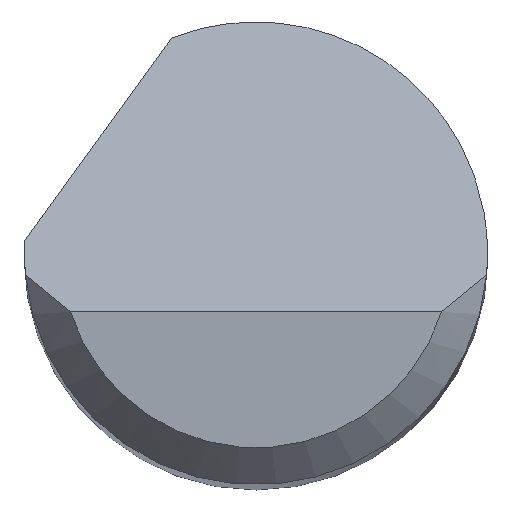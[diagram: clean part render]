
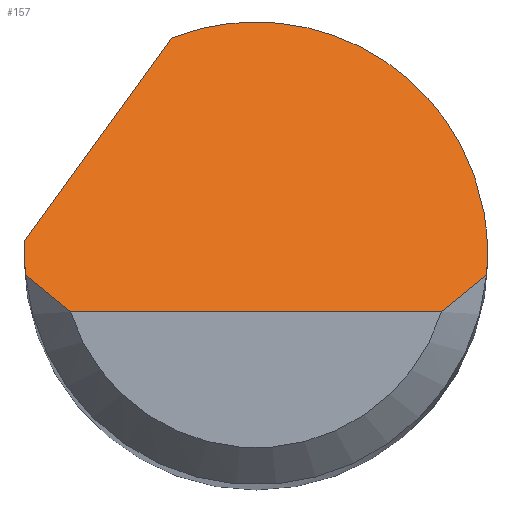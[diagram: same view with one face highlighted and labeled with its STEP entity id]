
A CAD part, top view. The second image highlights one B-rep face of the part: STEP entity #157.
In plain terms, the highlighted planar face has unit normal (0, 0.707, 0.707).
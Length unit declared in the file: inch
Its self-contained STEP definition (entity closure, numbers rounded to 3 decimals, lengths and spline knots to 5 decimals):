
#10 =( BOUNDED_CURVE ( )  B_SPLINE_CURVE ( 3, ( #1201, #323, #1207, #1112 ),
 .UNSPECIFIED., .F., .T. ) 
 B_SPLINE_CURVE_WITH_KNOTS ( ( 4, 4 ),
 ( 1.5708, 1.66427 ),
 .UNSPECIFIED. ) 
 CURVE ( )  GEOMETRIC_REPRESENTATION_ITEM ( )  RATIONAL_B_SPLINE_CURVE ( ( 1., 0.999, 0.999, 1. ) ) 
 REPRESENTATION_ITEM ( '' )  );
#25 = CARTESIAN_POINT ( 'NONE',  ( -0.03394, 0.08739, 1.88886 ) ) ;
#26 = FACE_OUTER_BOUND ( 'NONE', #414, .T. ) ;
#42 = CARTESIAN_POINT ( 'NONE',  ( -0.09361, -0.00584, 1.98209 ) ) ;
#104 = CARTESIAN_POINT ( 'NONE',  ( 0.09334, -0.00875, 1.985 ) ) ;
#107 = EDGE_CURVE ( 'NONE', #118, #620, #590, .T. ) ;
#110 = CARTESIAN_POINT ( 'NONE',  ( 0.08761, -0.01397, 1.99022 ) ) ;
#118 = VERTEX_POINT ( 'NONE', #509 ) ;
#128 = CARTESIAN_POINT ( 'NONE',  ( -0.09334, -0.00875, 1.985 ) ) ;
#134 = CARTESIAN_POINT ( 'NONE',  ( -0.09334, -0.00875, 1.985 ) ) ;
#157 = ADVANCED_FACE ( 'NONE', ( #26 ), #1068, .F. ) ;
#168 =( BOUNDED_CURVE ( )  B_SPLINE_CURVE ( 3, ( #201, #607, #1175, #283 ),
 .UNSPECIFIED., .F., .T. ) 
 B_SPLINE_CURVE_WITH_KNOTS ( ( 4, 4 ),
 ( 5.91277, 7.85398 ),
 .UNSPECIFIED. ) 
 CURVE ( )  GEOMETRIC_REPRESENTATION_ITEM ( )  RATIONAL_B_SPLINE_CURVE ( ( 1., 0.71, 0.71, 1. ) ) 
 REPRESENTATION_ITEM ( '' )  );
#172 = EDGE_CURVE ( 'NONE', #1208, #367, #168, .T. ) ;
#193 = B_SPLINE_CURVE_WITH_KNOTS ( 'NONE', 3,
 ( #780, #409, #110, #104 ),
 .UNSPECIFIED., .F., .F.,
 ( 4, 4 ),
 ( 0., 0.00071 ),
 .UNSPECIFIED. ) ;
#195 = CARTESIAN_POINT ( 'NONE',  ( -0.09371, 0.00333, 1.97292 ) ) ;
#200 = CARTESIAN_POINT ( 'NONE',  ( -0.11014, -0.01781, 1.99406 ) ) ;
#201 = CARTESIAN_POINT ( 'NONE',  ( -0.03394, 0.08739, 1.88886 ) ) ;
#213 = CARTESIAN_POINT ( 'NONE',  ( 0.09334, -0.00875, 1.985 ) ) ;
#250 = VERTEX_POINT ( 'NONE', #289 ) ;
#280 = CARTESIAN_POINT ( 'NONE',  ( -0.09362, 0.005, 1.97125 ) ) ;
#283 = CARTESIAN_POINT ( 'NONE',  ( 0.09375, 0., 1.97625 ) ) ;
#289 = CARTESIAN_POINT ( 'NONE',  ( -0.07508, -0.02375, 2. ) ) ;
#323 = CARTESIAN_POINT ( 'NONE',  ( 0.09375, -0.00292, 1.97917 ) ) ;
#367 = VERTEX_POINT ( 'NONE', #821 ) ;
#392 = CARTESIAN_POINT ( 'NONE',  ( -0.09375, 0., 1.97625 ) ) ;
#401 = ORIENTED_EDGE ( 'NONE', *, *, #107, .F. ) ;
#409 = CARTESIAN_POINT ( 'NONE',  ( 0.08157, -0.019, 1.99525 ) ) ;
#414 = EDGE_LOOP ( 'NONE', ( #757, #741, #1006, #1093, #530, #401, #1171, #528 ) ) ;
#471 = CARTESIAN_POINT ( 'NONE',  ( -0.08157, -0.019, 1.99525 ) ) ;
#481 =( BOUNDED_CURVE ( )  B_SPLINE_CURVE ( 3, ( #128, #42, #915, #1128 ),
 .UNSPECIFIED., .F., .T. ) 
 B_SPLINE_CURVE_WITH_KNOTS ( ( 4, 4 ),
 ( 4.61892, 4.71239 ),
 .UNSPECIFIED. ) 
 CURVE ( )  GEOMETRIC_REPRESENTATION_ITEM ( )  RATIONAL_B_SPLINE_CURVE ( ( 1., 0.999, 0.999, 1. ) ) 
 REPRESENTATION_ITEM ( '' )  );
#509 = CARTESIAN_POINT ( 'NONE',  ( -0.09375, 0., 1.97625 ) ) ;
#528 = ORIENTED_EDGE ( 'NONE', *, *, #632, .T. ) ;
#530 = ORIENTED_EDGE ( 'NONE', *, *, #1122, .F. ) ;
#541 = CARTESIAN_POINT ( 'NONE',  ( 0.07508, -0.02375, 2. ) ) ;
#576 = DIRECTION ( 'NONE',  ( 0.456, 0.629, -0.629 ) ) ;
#590 =( BOUNDED_CURVE ( )  B_SPLINE_CURVE ( 3, ( #392, #1166, #195, #1160 ),
 .UNSPECIFIED., .F., .T. ) 
 B_SPLINE_CURVE_WITH_KNOTS ( ( 4, 4 ),
 ( 4.71239, 4.76575 ),
 .UNSPECIFIED. ) 
 CURVE ( )  GEOMETRIC_REPRESENTATION_ITEM ( )  RATIONAL_B_SPLINE_CURVE ( ( 1., 1., 1., 1. ) ) 
 REPRESENTATION_ITEM ( '' )  );
#592 = CARTESIAN_POINT ( 'NONE',  ( 0., -0.02375, 2. ) ) ;
#606 = LINE ( 'NONE', #200, #634 ) ;
#607 = CARTESIAN_POINT ( 'NONE',  ( 0.03379, 0.11369, 1.86256 ) ) ;
#620 = VERTEX_POINT ( 'NONE', #280 ) ;
#632 = EDGE_CURVE ( 'NONE', #893, #250, #828, .T. ) ;
#634 = VECTOR ( 'NONE', #576, 39.37008 ) ;
#685 = CARTESIAN_POINT ( 'NONE',  ( -0.09375, -0.02375, 2. ) ) ;
#688 = EDGE_CURVE ( 'NONE', #742, #1177, #193, .T. ) ;
#694 = DIRECTION ( 'NONE',  ( 0., 0.707, -0.707 ) ) ;
#700 = DIRECTION ( 'NONE',  ( 1., 0., 0. ) ) ;
#741 = ORIENTED_EDGE ( 'NONE', *, *, #688, .T. ) ;
#742 = VERTEX_POINT ( 'NONE', #541 ) ;
#757 = ORIENTED_EDGE ( 'NONE', *, *, #1169, .T. ) ;
#780 = CARTESIAN_POINT ( 'NONE',  ( 0.07508, -0.02375, 2. ) ) ;
#821 = CARTESIAN_POINT ( 'NONE',  ( 0.09375, 0., 1.97625 ) ) ;
#828 = B_SPLINE_CURVE_WITH_KNOTS ( 'NONE', 3,
 ( #1239, #964, #471, #863 ),
 .UNSPECIFIED., .F., .F.,
 ( 4, 4 ),
 ( 0., 0.00071 ),
 .UNSPECIFIED. ) ;
#856 = EDGE_CURVE ( 'NONE', #893, #118, #481, .T. ) ;
#863 = CARTESIAN_POINT ( 'NONE',  ( -0.07508, -0.02375, 2. ) ) ;
#893 = VERTEX_POINT ( 'NONE', #134 ) ;
#894 = DIRECTION ( 'NONE',  ( 0., -0.707, -0.707 ) ) ;
#900 = EDGE_CURVE ( 'NONE', #367, #1177, #10, .T. ) ;
#915 = CARTESIAN_POINT ( 'NONE',  ( -0.09375, -0.00292, 1.97917 ) ) ;
#964 = CARTESIAN_POINT ( 'NONE',  ( -0.08761, -0.01397, 1.99022 ) ) ;
#1006 = ORIENTED_EDGE ( 'NONE', *, *, #900, .F. ) ;
#1042 = VECTOR ( 'NONE', #700, 39.37008 ) ;
#1068 = PLANE ( 'NONE',  #1172 ) ;
#1093 = ORIENTED_EDGE ( 'NONE', *, *, #172, .F. ) ;
#1112 = CARTESIAN_POINT ( 'NONE',  ( 0.09334, -0.00875, 1.985 ) ) ;
#1122 = EDGE_CURVE ( 'NONE', #620, #1208, #606, .T. ) ;
#1128 = CARTESIAN_POINT ( 'NONE',  ( -0.09375, 0., 1.97625 ) ) ;
#1160 = CARTESIAN_POINT ( 'NONE',  ( -0.09362, 0.005, 1.97125 ) ) ;
#1166 = CARTESIAN_POINT ( 'NONE',  ( -0.09375, 0.00167, 1.97458 ) ) ;
#1169 = EDGE_CURVE ( 'NONE', #250, #742, #1173, .T. ) ;
#1171 = ORIENTED_EDGE ( 'NONE', *, *, #856, .F. ) ;
#1172 = AXIS2_PLACEMENT_3D ( 'NONE', #685, #894, #694 ) ;
#1173 = LINE ( 'NONE', #592, #1042 ) ;
#1175 = CARTESIAN_POINT ( 'NONE',  ( 0.09375, 0.07266, 1.90359 ) ) ;
#1177 = VERTEX_POINT ( 'NONE', #213 ) ;
#1201 = CARTESIAN_POINT ( 'NONE',  ( 0.09375, 0., 1.97625 ) ) ;
#1207 = CARTESIAN_POINT ( 'NONE',  ( 0.09361, -0.00584, 1.98209 ) ) ;
#1208 = VERTEX_POINT ( 'NONE', #25 ) ;
#1239 = CARTESIAN_POINT ( 'NONE',  ( -0.09334, -0.00875, 1.985 ) ) ;
